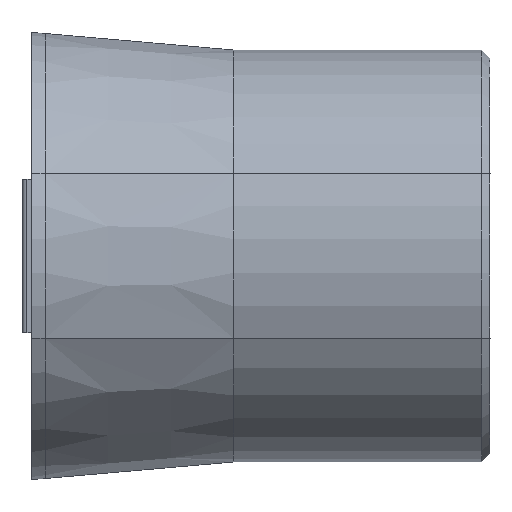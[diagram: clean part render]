
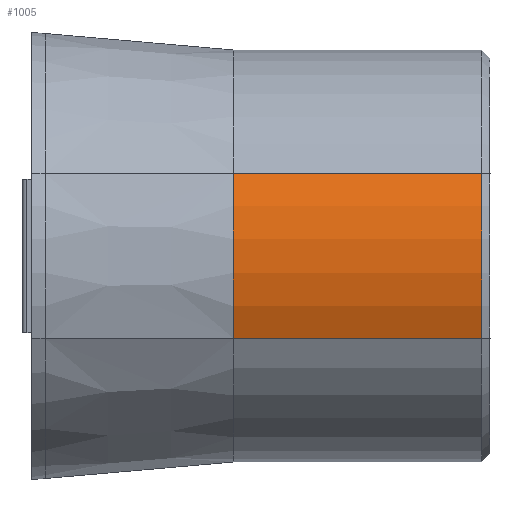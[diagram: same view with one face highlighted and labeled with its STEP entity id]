
A CAD part, front view. The second image highlights one B-rep face of the part: STEP entity #1005.
In plain terms, the highlighted cylindrical face has radius 12.5 mm (diameter 25 mm), a partial arc.
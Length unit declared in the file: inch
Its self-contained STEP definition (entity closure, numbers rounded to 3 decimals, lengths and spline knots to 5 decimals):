
#285 = DIRECTION ( 'NONE',  ( 1., 0., 0. ) ) ;
#480 = EDGE_CURVE ( 'NONE', #1061, #3335, #1839, .T. ) ;
#491 = CARTESIAN_POINT ( 'NONE',  ( 1.06299, -0.45113, 0.19665 ) ) ;
#784 = CARTESIAN_POINT ( 'NONE',  ( 0.45, -0.45113, -0.19665 ) ) ;
#848 = AXIS2_PLACEMENT_3D ( 'NONE', #3839, #2577, #2207 ) ;
#869 = ORIENTED_EDGE ( 'NONE', *, *, #1702, .T. ) ;
#1005 = ADVANCED_FACE ( 'NONE', ( #1915 ), #4186, .T. ) ;
#1061 = VERTEX_POINT ( 'NONE', #1874 ) ;
#1089 = CARTESIAN_POINT ( 'NONE',  ( 0.45, 0., 0. ) ) ;
#1637 = DIRECTION ( 'NONE',  ( 0., 1., 0. ) ) ;
#1687 = LINE ( 'NONE', #1750, #2297 ) ;
#1702 = EDGE_CURVE ( 'NONE', #1061, #2809, #2516, .T. ) ;
#1706 = AXIS2_PLACEMENT_3D ( 'NONE', #1932, #285, #1637 ) ;
#1750 = CARTESIAN_POINT ( 'NONE',  ( 1.06299, -0.45113, -0.19665 ) ) ;
#1761 = DIRECTION ( 'NONE',  ( 0., 0., 1. ) ) ;
#1839 = CIRCLE ( 'NONE', #1706, 0.49213 ) ;
#1874 = CARTESIAN_POINT ( 'NONE',  ( 1.04331, -0.45113, 0.19665 ) ) ;
#1915 = FACE_OUTER_BOUND ( 'NONE', #3136, .T. ) ;
#1932 = CARTESIAN_POINT ( 'NONE',  ( 1.04331, 0., 0. ) ) ;
#1940 = EDGE_CURVE ( 'NONE', #3678, #3335, #1687, .T. ) ;
#2032 = DIRECTION ( 'NONE',  ( 1., 0., 0. ) ) ;
#2207 = DIRECTION ( 'NONE',  ( 0., 0., 1. ) ) ;
#2297 = VECTOR ( 'NONE', #2032, 39.37008 ) ;
#2407 = ORIENTED_EDGE ( 'NONE', *, *, #1940, .T. ) ;
#2516 = LINE ( 'NONE', #491, #3491 ) ;
#2577 = DIRECTION ( 'NONE',  ( -1., 0., 0. ) ) ;
#2618 = CARTESIAN_POINT ( 'NONE',  ( 0.45, -0.45113, 0.19665 ) ) ;
#2665 = AXIS2_PLACEMENT_3D ( 'NONE', #1089, #3444, #1761 ) ;
#2809 = VERTEX_POINT ( 'NONE', #2618 ) ;
#3136 = EDGE_LOOP ( 'NONE', ( #2407, #3571, #869, #3381 ) ) ;
#3330 = CARTESIAN_POINT ( 'NONE',  ( 1.04331, -0.45113, -0.19665 ) ) ;
#3335 = VERTEX_POINT ( 'NONE', #3330 ) ;
#3381 = ORIENTED_EDGE ( 'NONE', *, *, #3682, .T. ) ;
#3444 = DIRECTION ( 'NONE',  ( 1., 0., 0. ) ) ;
#3491 = VECTOR ( 'NONE', #4209, 39.37008 ) ;
#3571 = ORIENTED_EDGE ( 'NONE', *, *, #480, .F. ) ;
#3678 = VERTEX_POINT ( 'NONE', #784 ) ;
#3682 = EDGE_CURVE ( 'NONE', #2809, #3678, #3978, .T. ) ;
#3839 = CARTESIAN_POINT ( 'NONE',  ( 0.7565, 0., 0. ) ) ;
#3978 = CIRCLE ( 'NONE', #2665, 0.49213 ) ;
#4186 = CYLINDRICAL_SURFACE ( 'NONE', #848, 0.49213 ) ;
#4209 = DIRECTION ( 'NONE',  ( -1., 0., 0. ) ) ;
